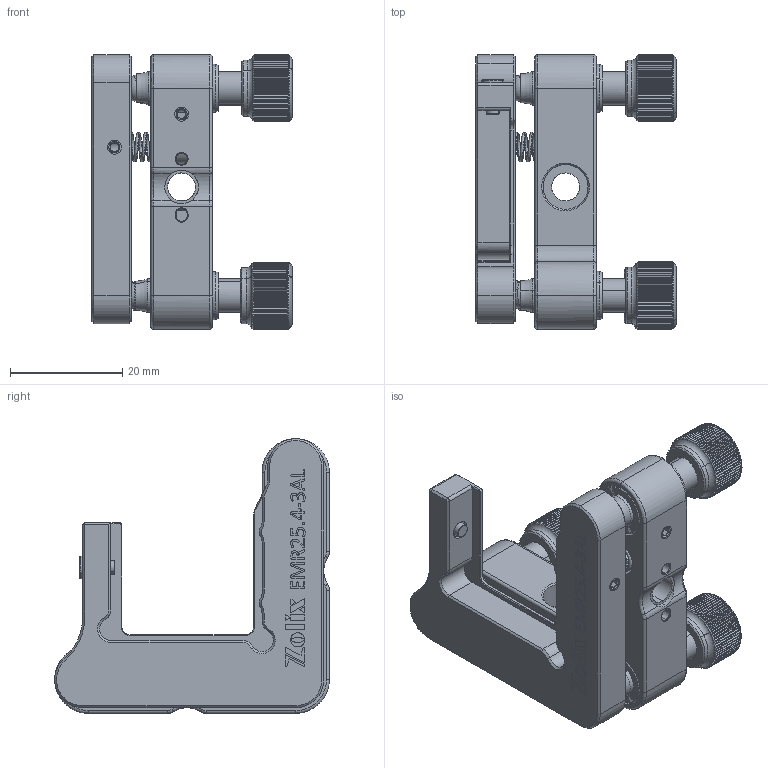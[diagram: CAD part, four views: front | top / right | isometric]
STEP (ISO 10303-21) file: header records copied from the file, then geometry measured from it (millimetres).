
FILE_DESCRIPTION (( 'STEP AP203' ), '1' );
FILE_NAME ('EMR25.4-3AL.STEP', '2025-06-23T02:30:04', ( '' ), ( '' ), 'SwSTEP 2.0', 'SolidWorks 2020', '' );
FILE_SCHEMA (( 'CONFIG_CONTROL_DESIGN' ));
Length unit declared in the file: millimetre
Products named in the file (1): EMR25.4-3AL
Bounding box: 35.71 x 49 x 49 mm (x, y, z)
Surface area: 13878.8 mm2 (no closed solid volume)
Topology: 0 solids, 26 shells, 1241 faces, 3623 edges, 2433 vertices
Faces by surface type: plane 631, cylinder 378, cone 158, torus 48, bspline 14, sphere 12
Entity records: 54194 total; most frequent: CARTESIAN_POINT 28101, ORIENTED_EDGE 7070, EDGE_CURVE 3601, B_SPLINE_CURVE_WITH_KNOTS 3348, DIRECTION 2711, VERTEX_POINT 2433, EDGE_LOOP 1321, ADVANCED_FACE 1241
